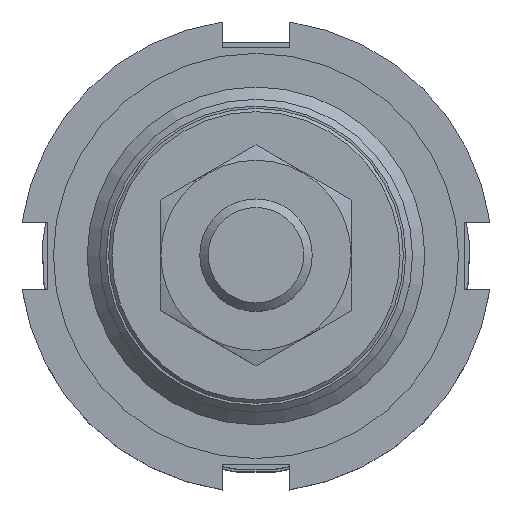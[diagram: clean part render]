
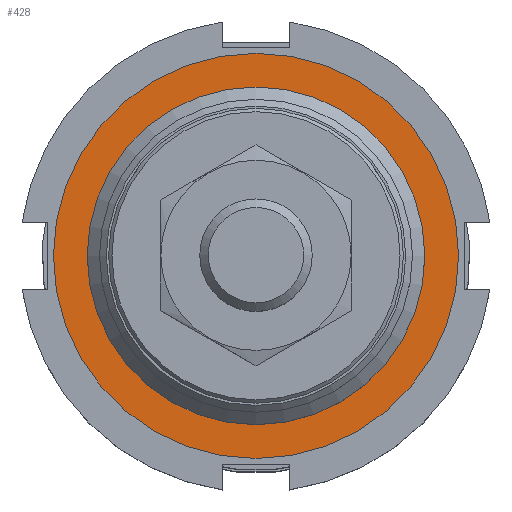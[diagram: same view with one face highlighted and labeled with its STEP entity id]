
A CAD part, top view. The second image highlights one B-rep face of the part: STEP entity #428.
In plain terms, the highlighted planar face has unit normal (0, 0, 1).
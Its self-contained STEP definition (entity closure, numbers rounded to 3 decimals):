
#428 = ADVANCED_FACE( '', ( #871, #872 ), #873, .F. );
#871 = FACE_OUTER_BOUND( '', #1315, .T. );
#872 = FACE_BOUND( '', #1316, .T. );
#873 = PLANE( '', #1317 );
#1315 = EDGE_LOOP( '', ( #2160 ) );
#1316 = EDGE_LOOP( '', ( #2161 ) );
#1317 = AXIS2_PLACEMENT_3D( '', #2162, #2163, #2164 );
#2160 = ORIENTED_EDGE( '', *, *, #2646, .F. );
#2161 = ORIENTED_EDGE( '', *, *, #2419, .T. );
#2162 = CARTESIAN_POINT( '', ( 0., 0., 4. ) );
#2163 = DIRECTION( '', ( 0., 0., -1. ) );
#2164 = DIRECTION( '', ( -1., 0., 0. ) );
#2419 = EDGE_CURVE( '', #2813, #2813, #2814, .T. );
#2646 = EDGE_CURVE( '', #3170, #3170, #3171, .T. );
#2813 = VERTEX_POINT( '', #3399 );
#2814 = CIRCLE( '', #3400, 15. );
#3170 = VERTEX_POINT( '', #3921 );
#3171 = CIRCLE( '', #3922, 18. );
#3399 = CARTESIAN_POINT( '', ( -15., 0., 4. ) );
#3400 = AXIS2_PLACEMENT_3D( '', #4146, #4147, #4148 );
#3921 = CARTESIAN_POINT( '', ( -18., 0., 4. ) );
#3922 = AXIS2_PLACEMENT_3D( '', #4431, #4432, #4433 );
#4146 = CARTESIAN_POINT( '', ( 0., 0., 4. ) );
#4147 = DIRECTION( '', ( 0., 0., -1. ) );
#4148 = DIRECTION( '', ( -1., 0., 0. ) );
#4431 = CARTESIAN_POINT( '', ( 0., 0., 4. ) );
#4432 = DIRECTION( '', ( 0., 0., -1. ) );
#4433 = DIRECTION( '', ( -1., 0., 0. ) );
